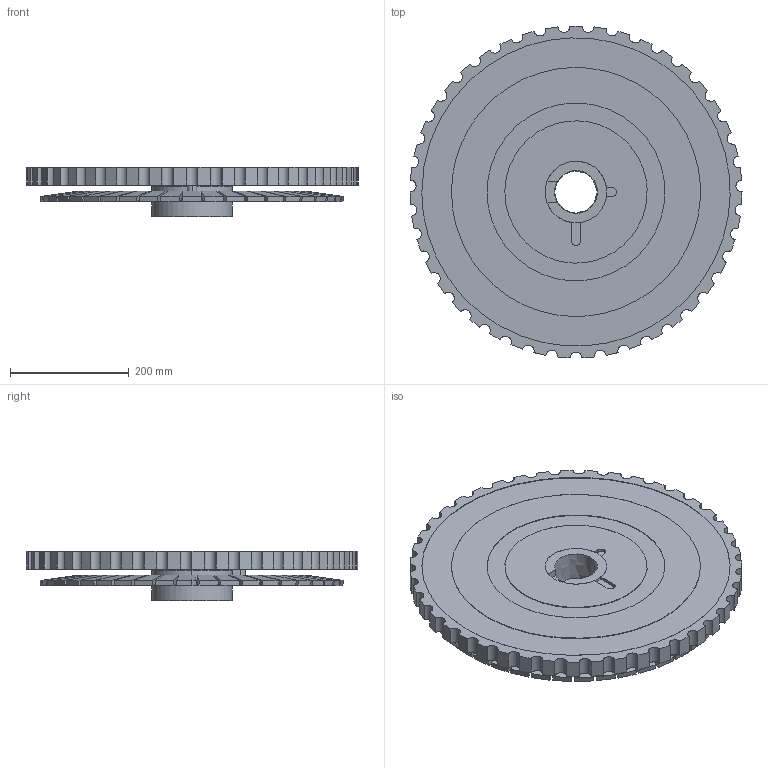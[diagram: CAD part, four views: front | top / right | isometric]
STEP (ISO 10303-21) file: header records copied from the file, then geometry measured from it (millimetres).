
FILE_DESCRIPTION(/* description */ (''),/* implementation_level */ '2;1');
FILE_NAME(/* name */ 'E-TKT_024-mechanic_daisywheel_MOTEX-43chars',/* time_stamp */ '2023-04-19T16:06:50-03:00',/* author */ (''),/* organization */ (''),/* preprocessor_version */ 'ST-DEVELOPER v16.5',/* originating_system */ '',/* authorisation */ '');
FILE_SCHEMA (('AUTOMOTIVE_DESIGN'));
Length unit declared in the file: centimetre
Products named in the file (1): Document
Bounding box: 560 x 559.63 x 83 mm (x, y, z)
Volume: 8861500.8 mm3; surface area: 1076952.3 mm2
Topology: 2 solids, 2 shells, 492 faces, 1432 edges, 953 vertices
Faces by surface type: bspline 335, plane 157
Entity records: 18730 total; most frequent: CARTESIAN_POINT 10656, ORIENTED_EDGE 2864, EDGE_CURVE 1432, VERTEX_POINT 953, B_SPLINE_CURVE_WITH_KNOTS 807, EDGE_LOOP 505, ADVANCED_FACE 492, FACE_OUTER_BOUND 492
